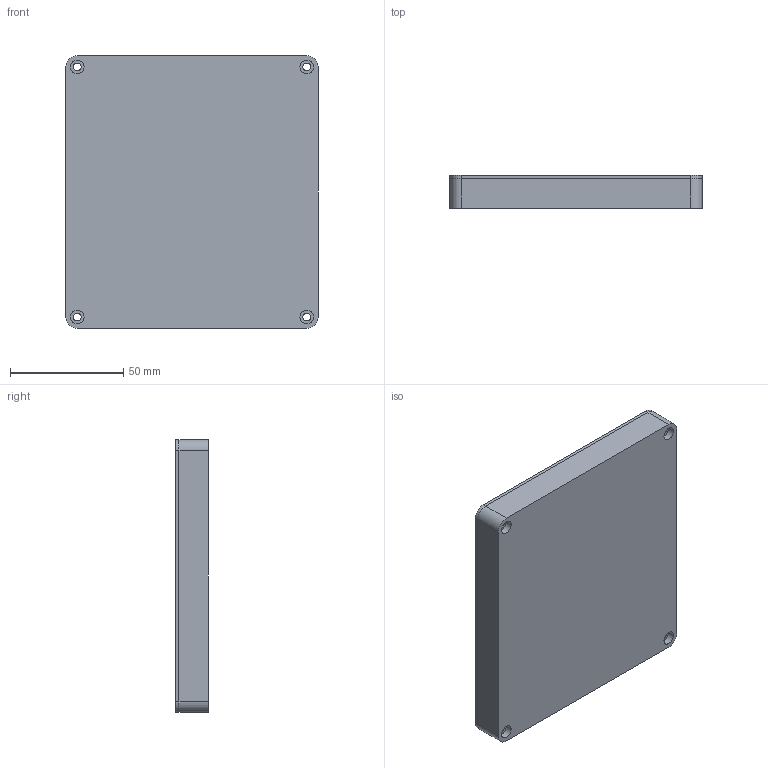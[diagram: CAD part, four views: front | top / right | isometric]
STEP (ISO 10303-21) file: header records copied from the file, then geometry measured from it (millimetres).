
FILE_DESCRIPTION(/* description */ (''),/* implementation_level */ '2;1');
FILE_NAME(/* name */ 'macro pad.step',/* time_stamp */ '2025-11-30T14:20:43-05:00',/* author */ (''),/* organization */ (''),/* preprocessor_version */ 'ST-DEVELOPER v20.1',/* originating_system */ 'Autodesk Translation Framework v14.21.0.0',/* authorisation */ '');
FILE_SCHEMA (('AUTOMOTIVE_DESIGN { 1 0 10303 214 3 1 1 }'));
Length unit declared in the file: millimetre
Products named in the file (6): 2025-11-30-09-41-47-533; 2025-11-30-09-42-47-951; macro pad pcb 1; macro pad pcb_PCB; D_DO-35_SOD27_P7.62mm_Horizontal; 2025-11-30-09-53-49-714
Assembly tree (20 placements, depth 3):
  2025-11-30-09-41-47-533
    2025-11-30-09-42-47-951
    macro pad pcb 1
      D_DO-35_SOD27_P7.62mm_Horizontal  x16
      macro pad pcb_PCB
    2025-11-30-09-53-49-714
Bounding box: 111.49 x 14.5 x 120.63 mm (x, y, z)
Volume: 109171.9 mm3; surface area: 79379.8 mm2
Topology: 35 solids, 35 shells, 560 faces, 1330 edges, 876 vertices
Faces by surface type: cylinder 306, plane 190, torus 64
Full cylindrical faces by diameter (mm): 0.5 x48, 0.8 x32, 0.889 x14, 1.5 x32, 1.7 x32, 2 x32, 2.02 x16, 3.4 x8, 4 x16, 6 x4
Entity records: 11552 total; most frequent: DIRECTION 2044, CARTESIAN_POINT 1862, ORIENTED_EDGE 1820, EDGE_CURVE 910, AXIS2_PLACEMENT_3D 788, EDGE_LOOP 626, VERTEX_POINT 606, LINE 468
